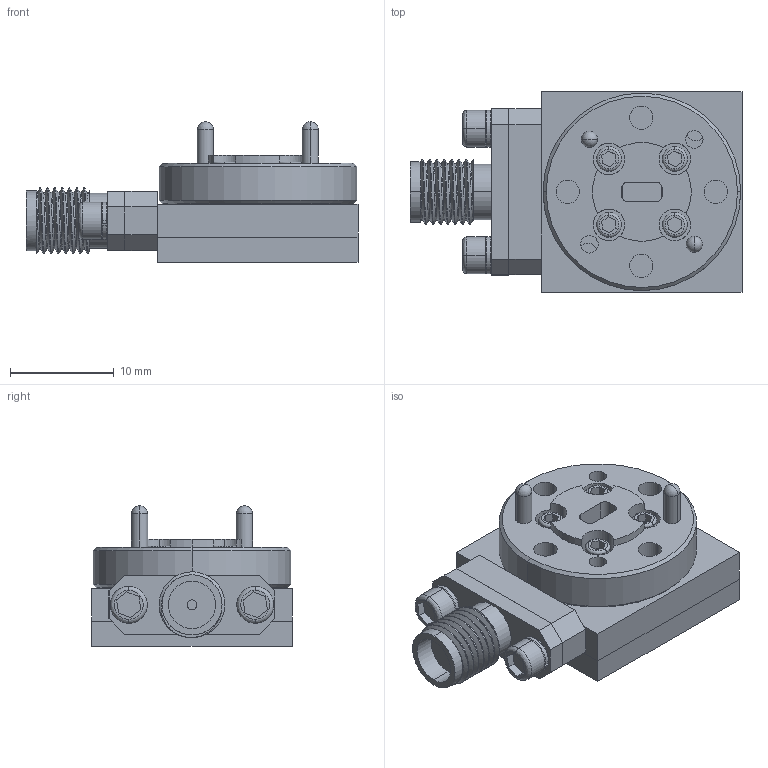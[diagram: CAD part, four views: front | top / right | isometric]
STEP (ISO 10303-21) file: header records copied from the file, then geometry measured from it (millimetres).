
FILE_DESCRIPTION (( 'STEP AP214' ), '1' );
FILE_NAME ('V-4X Outline Assembly.STEP', '2019-12-31T18:22:02', ( '' ), ( '' ), 'SwSTEP 2.0', 'SolidWorks 2019', '' );
FILE_SCHEMA (( 'AUTOMOTIVE_DESIGN' ));
Length unit declared in the file: inch
Products named in the file (13): 2-56 SOCKET HEAD SCREW HEAD_1; 2-56_SH_FH; 2-56_Washer_Split-Lock; Filter Spacer; Guide_Pin; 2-56 Socket Head With Split Lock; 0-80_Socket-Head; V-4X Backplate Outline; WR15_Button-Flange_RevA; Female SMA; V-4X Outline Assembly; V-4X RF Block
Assembly tree (21 placements, depth 3):
  V-4X Outline Assembly
    V-4X RF Block
    V-4X Backplate Outline
    Filter Spacer
    Female SMA
    WR15_Button-Flange_RevA
    Guide_Pin  x2
    2-56 Socket Head With Split Lock
      2-56 SOCKET HEAD SCREW HEAD_1
      2-56_Washer_Split-Lock
    2-56 Socket Head With Split Lock
      2-56 SOCKET HEAD SCREW HEAD_1
      2-56_Washer_Split-Lock
    2-56_SH_FH  x4
    0-80_Socket-Head  x4
Bounding box: 32 x 19.3 x 13.53 mm (x, y, z)
Volume: 3616.8 mm3; surface area: 4597 mm2
Topology: 19 solids, 19 shells, 407 faces, 978 edges, 626 vertices
Faces by surface type: plane 163, cylinder 161, torus 44, cone 32, bspline 7
Entity records: 10459 total; most frequent: CARTESIAN_POINT 2651, DIRECTION 1482, ORIENTED_EDGE 1340, EDGE_CURVE 670, AXIS2_PLACEMENT_3D 583, VERTEX_POINT 434, EDGE_LOOP 332, VECTOR 316
